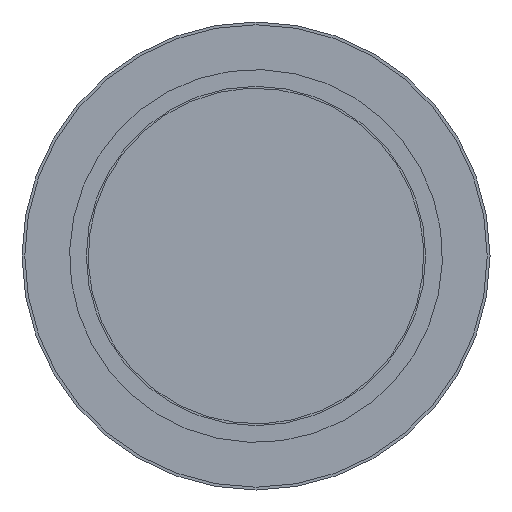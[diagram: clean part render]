
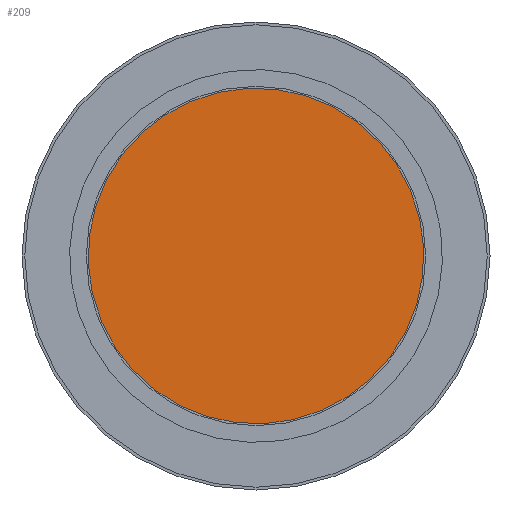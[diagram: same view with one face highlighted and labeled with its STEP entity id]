
A CAD part, front view. The second image highlights one B-rep face of the part: STEP entity #209.
In plain terms, the highlighted planar face has unit normal (0, -1, 0).
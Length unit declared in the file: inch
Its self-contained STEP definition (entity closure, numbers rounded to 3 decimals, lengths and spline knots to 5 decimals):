
#54=FACE_OUTER_BOUND('',#86,.T.);
#86=EDGE_LOOP('',(#166));
#102=CIRCLE('',#249,0.45);
#118=VERTEX_POINT('',#366);
#134=EDGE_CURVE('',#118,#118,#102,.T.);
#166=ORIENTED_EDGE('',*,*,#134,.T.);
#174=PLANE('',#250);
#209=ADVANCED_FACE('',(#54),#174,.T.);
#249=AXIS2_PLACEMENT_3D('',#367,#315,#316);
#250=AXIS2_PLACEMENT_3D('',#368,#317,#318);
#315=DIRECTION('center_axis',(0.,-1.,0.));
#316=DIRECTION('ref_axis',(-0.603,0.,-0.798));
#317=DIRECTION('center_axis',(0.,-1.,0.));
#318=DIRECTION('ref_axis',(-0.603,0.,-0.798));
#366=CARTESIAN_POINT('',(0.27144,0.,0.35892));
#367=CARTESIAN_POINT('Origin',(0.,0.,0.));
#368=CARTESIAN_POINT('Origin',(0.,0.,0.));
